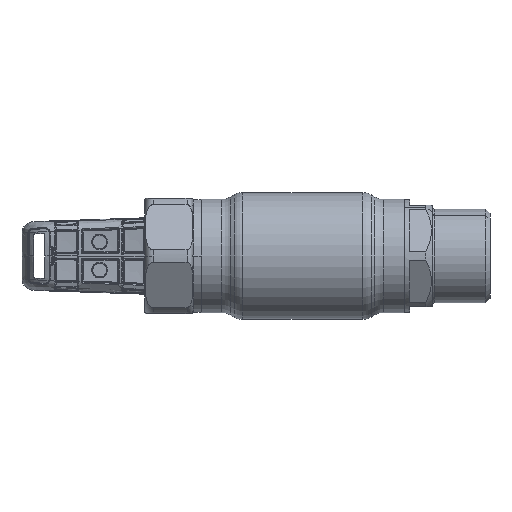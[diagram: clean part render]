
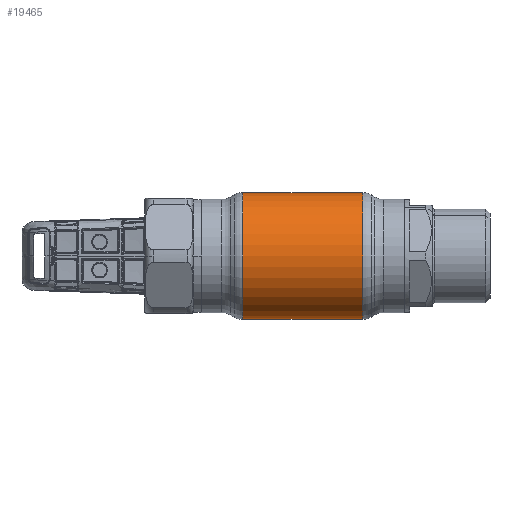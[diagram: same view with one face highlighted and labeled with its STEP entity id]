
A CAD part, front view. The second image highlights one B-rep face of the part: STEP entity #19465.
In plain terms, the highlighted cylindrical face has radius 22.5 mm (diameter 45 mm), a partial arc.
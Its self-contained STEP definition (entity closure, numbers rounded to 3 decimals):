
#1396 = VECTOR ( 'NONE', #49013, 1000. ) ;
#6023 = CARTESIAN_POINT ( 'NONE',  ( 21.285, 0., 22.5 ) ) ;
#6664 = DIRECTION ( 'NONE',  ( -1., 0., 0. ) ) ;
#8246 = ORIENTED_EDGE ( 'NONE', *, *, #43340, .F. ) ;
#9935 = AXIS2_PLACEMENT_3D ( 'NONE', #50901, #6664, #50508 ) ;
#12327 = CARTESIAN_POINT ( 'NONE',  ( -62.69, 0., -22.5 ) ) ;
#13223 = CARTESIAN_POINT ( 'NONE',  ( -21.285, 0., -22.5 ) ) ;
#14396 = DIRECTION ( 'NONE',  ( -1., 0., 0. ) ) ;
#17186 = VECTOR ( 'NONE', #56491, 1000. ) ;
#19465 = ADVANCED_FACE ( 'NONE', ( #30315 ), #34904, .T. ) ;
#19752 = VERTEX_POINT ( 'NONE', #53345 ) ;
#21006 = LINE ( 'NONE', #12327, #17186 ) ;
#24605 = EDGE_CURVE ( 'NONE', #25844, #53115, #27558, .T. ) ;
#24843 = ORIENTED_EDGE ( 'NONE', *, *, #49763, .T. ) ;
#25844 = VERTEX_POINT ( 'NONE', #6023 ) ;
#27558 = LINE ( 'NONE', #39317, #1396 ) ;
#29670 = ORIENTED_EDGE ( 'NONE', *, *, #35047, .F. ) ;
#30315 = FACE_OUTER_BOUND ( 'NONE', #41109, .T. ) ;
#32761 = DIRECTION ( 'NONE',  ( -1., 0., 0. ) ) ;
#34904 = CYLINDRICAL_SURFACE ( 'NONE', #9935, 22.5 ) ;
#35047 = EDGE_CURVE ( 'NONE', #19752, #51208, #21006, .T. ) ;
#35173 = ORIENTED_EDGE ( 'NONE', *, *, #24605, .T. ) ;
#37175 = AXIS2_PLACEMENT_3D ( 'NONE', #38220, #14396, #62656 ) ;
#38220 = CARTESIAN_POINT ( 'NONE',  ( -21.285, 0., 0. ) ) ;
#39317 = CARTESIAN_POINT ( 'NONE',  ( -62.69, 0., 22.5 ) ) ;
#41109 = EDGE_LOOP ( 'NONE', ( #29670, #24843, #35173, #8246 ) ) ;
#41321 = CARTESIAN_POINT ( 'NONE',  ( -21.285, 0., 22.5 ) ) ;
#41746 = DIRECTION ( 'NONE',  ( 0., 0., 1. ) ) ;
#41961 = CARTESIAN_POINT ( 'NONE',  ( 21.285, 0., 0. ) ) ;
#43340 = EDGE_CURVE ( 'NONE', #51208, #53115, #52135, .T. ) ;
#47266 = CIRCLE ( 'NONE', #62532, 22.5 ) ;
#49013 = DIRECTION ( 'NONE',  ( -1., 0., 0. ) ) ;
#49763 = EDGE_CURVE ( 'NONE', #19752, #25844, #47266, .T. ) ;
#50508 = DIRECTION ( 'NONE',  ( 0., 0., 1. ) ) ;
#50901 = CARTESIAN_POINT ( 'NONE',  ( -62.69, 0., 0. ) ) ;
#51208 = VERTEX_POINT ( 'NONE', #13223 ) ;
#52135 = CIRCLE ( 'NONE', #37175, 22.5 ) ;
#53115 = VERTEX_POINT ( 'NONE', #41321 ) ;
#53345 = CARTESIAN_POINT ( 'NONE',  ( 21.285, 0., -22.5 ) ) ;
#56491 = DIRECTION ( 'NONE',  ( -1., 0., 0. ) ) ;
#62532 = AXIS2_PLACEMENT_3D ( 'NONE', #41961, #32761, #41746 ) ;
#62656 = DIRECTION ( 'NONE',  ( 0., 0., 1. ) ) ;
